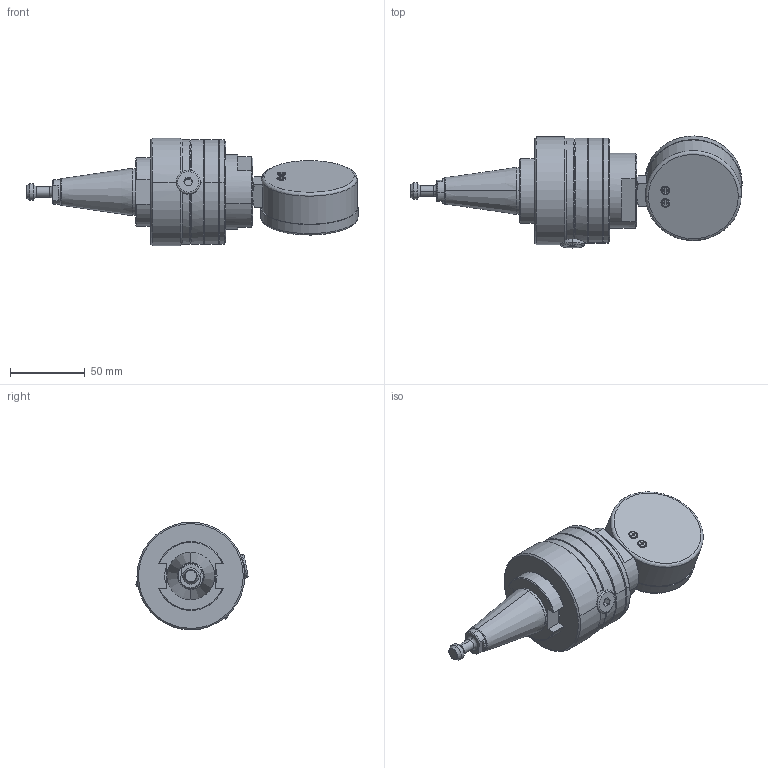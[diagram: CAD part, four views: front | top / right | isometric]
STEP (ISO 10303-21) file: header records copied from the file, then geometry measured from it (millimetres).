
FILE_DESCRIPTION (( 'STEP AP214' ), '1' );
FILE_NAME ('BT30.STEP', '2023-12-31T01:11:08', ( '' ), ( '' ), 'SwSTEP 2.0', 'SolidWorks 2022', '' );
FILE_SCHEMA (( 'AUTOMOTIVE_DESIGN' ));
Length unit declared in the file: millimetre
Products named in the file (7): 袪杶; 噤砃揤薯桶_俋佪1_4; BT30; 俋杶; 翋极; 蛁蚐謂蹟佪; 嶺隊
Assembly tree (6 placements, depth 2):
  BT30
    袪杶
    翋极
    俋杶
    蛁蚐謂蹟佪
    噤砃揤薯桶_俋佪1_4
    嶺隊
Bounding box: 221.75 x 74.82 x 72 mm (x, y, z)
Volume: 303155.3 mm3; surface area: 64616 mm2
Topology: 7 solids, 7 shells, 755 faces, 1979 edges, 1292 vertices
Faces by surface type: plane 397, cylinder 149, bspline 145, cone 36, torus 28
Entity records: 33254 total; most frequent: CARTESIAN_POINT 15473, ORIENTED_EDGE 3958, DIRECTION 2909, EDGE_CURVE 1979, VERTEX_POINT 1292, VECTOR 1071, LINE 1071, AXIS2_PLACEMENT_3D 919
